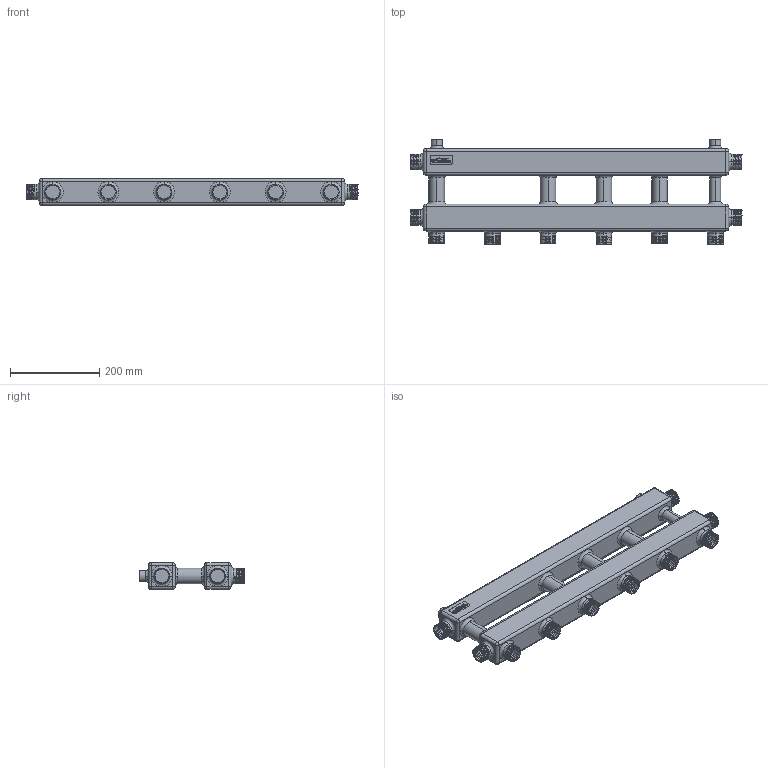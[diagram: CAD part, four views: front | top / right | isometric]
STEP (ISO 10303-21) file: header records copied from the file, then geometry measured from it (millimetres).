
FILE_DESCRIPTION (( 'STEP AP214' ), '1' );
FILE_NAME ('MK[SS]-60-4D.17.STEP', '2017-02-28T12:19:28', ( '' ), ( '' ), 'SwSTEP 2.0', 'SolidWorks 2015', '' );
FILE_SCHEMA (( 'AUTOMOTIVE_DESIGN' ));
Length unit declared in the file: millimetre
Products named in the file (1): MK[SS]-60-4D.17
Bounding box: 745 x 235 x 61 mm (x, y, z)
Volume: 5038595.9 mm3; surface area: 464568.4 mm2
Topology: 1 solids, 7 shells, 872 faces, 2373 edges, 1549 vertices
Faces by surface type: bspline 364, plane 237, cylinder 211, torus 44, sphere 16
Entity records: 38521 total; most frequent: CARTESIAN_POINT 19096, ORIENTED_EDGE 4714, DIRECTION 2727, EDGE_CURVE 2357, VERTEX_POINT 1549, LINE 1053, VECTOR 1053, EDGE_LOOP 932
